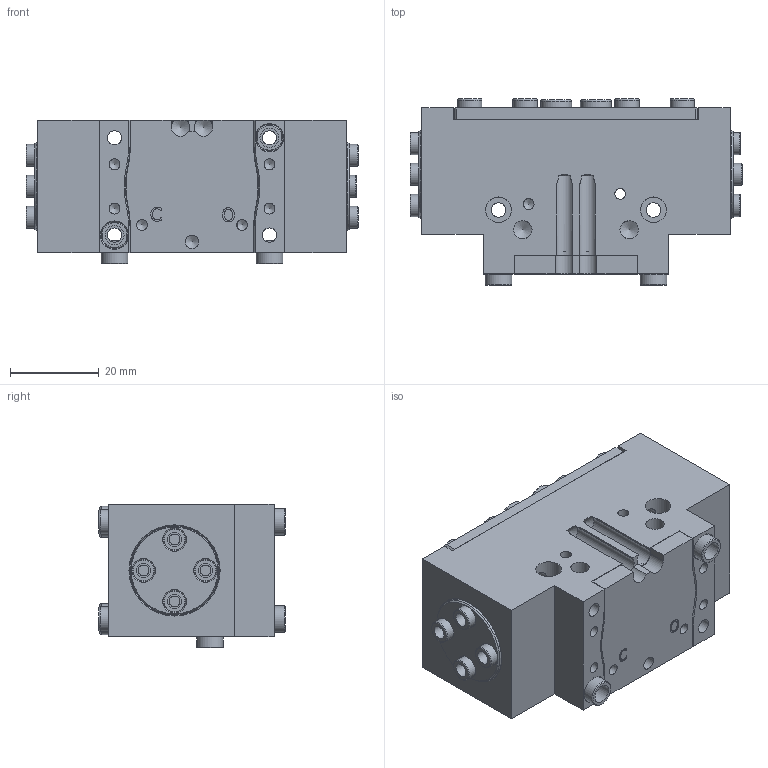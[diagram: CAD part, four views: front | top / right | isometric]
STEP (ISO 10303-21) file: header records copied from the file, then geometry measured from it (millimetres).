
FILE_DESCRIPTION(/* description */ (''),/* implementation_level */ '2;1');
FILE_NAME(/* name */ 'GSO-50 C1.stp',/* time_stamp */ '2024-06-20T10:25:36+02:00',/* author */ ('Tecnico 2'),/* organization */ (''),/* preprocessor_version */ 'ST-DEVELOPER v19.2',/* originating_system */ 'Autodesk Inventor 2023',/* authorisation */ '');
FILE_SCHEMA (('AUTOMOTIVE_DESIGN { 1 0 10303 214 3 1 1 }'));
Length unit declared in the file: millimetre
Products named in the file (18): GSO-50 C1; GSO-50 C1_1; GSO-50 C1_3; GSO-50 C1_5; GSO-50 C1_6; GSO-50 C1_8; GSO-50 C1_9; GSO-50 C1_11; GSO-50 C1_12; GSO-50 C1_13; GSO-50 C1_14; GSO-50 C1_15; GSO-50 C1_2; OPP50-FONDELLO; GSO-50 COPERCHIO; ISO 4762 - M3 x 8; DIN 7984 - M4 x 8; GSO-50 CORPO_50
Assembly tree (29 placements, depth 2):
  GSO-50 C1
    GSO-50 C1_2  x3
    GSO-50 C1_1
    GSO-50 C1_3
    GSO-50 C1_5
    GSO-50 C1_6
    GSO-50 C1_8
    GSO-50 C1_9
    GSO-50 C1_11
    GSO-50 C1_12
    GSO-50 C1_13
    GSO-50 C1_14
    GSO-50 C1_15
    OPP50-FONDELLO
    GSO-50 COPERCHIO
    ISO 4762 - M3 x 8  x8
    DIN 7984 - M4 x 8  x4
    GSO-50 CORPO_50
Bounding box: 75 x 42.1 x 32.5 mm (x, y, z)
Volume: 66416.7 mm3; surface area: 31632.7 mm2
Topology: 29 solids, 29 shells, 590 faces, 1453 edges, 952 vertices
Faces by surface type: plane 239, cylinder 193, cone 80, torus 48, bspline 30
Full cylindrical faces by diameter (mm): 2.459 x29, 2.5 x8, 3 x10, 3.2 x8, 3.242 x12, 3.3 x10, 4 x4, 4.134 x4, 4.3 x4, 4.8 x4, 5 x16, 5.5 x8, 5.7 x8, 5.8 x10, 6 x8, 7 x4, 7.3 x4, 20 x2, 20.2 x2
Entity records: 14935 total; most frequent: CARTESIAN_POINT 3650, DIRECTION 2240, ORIENTED_EDGE 2068, EDGE_CURVE 1034, AXIS2_PLACEMENT_3D 894, VERTEX_POINT 696, EDGE_LOOP 580, LINE 452
